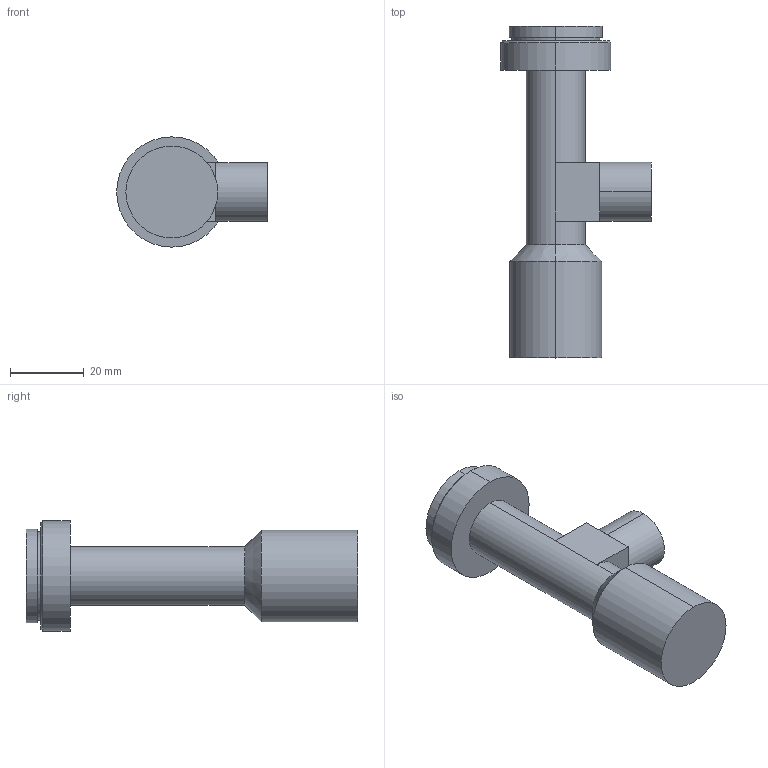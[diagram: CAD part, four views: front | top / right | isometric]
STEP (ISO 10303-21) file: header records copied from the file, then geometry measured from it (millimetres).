
FILE_DESCRIPTION (( 'STEP AP203' ), '1' );
FILE_NAME ('MT2.5-65C-HR.STEP', '2017-03-03T01:24:22', ( '' ), ( '' ), 'SwSTEP 2.0', 'SolidWorks 2015', '' );
FILE_SCHEMA (( 'CONFIG_CONTROL_DESIGN' ));
Length unit declared in the file: millimetre
Products named in the file (1): MT2.5-65C-HR
Bounding box: 41 x 90.3 x 30 mm (x, y, z)
Volume: 34357.3 mm3; surface area: 9346.4 mm2
Topology: 1 solids, 1 shells, 37 faces, 74 edges, 44 vertices
Faces by surface type: cylinder 17, plane 16, cone 4
Entity records: 1035 total; most frequent: DIRECTION 188, CARTESIAN_POINT 156, ORIENTED_EDGE 148, AXIS2_PLACEMENT_3D 76, EDGE_CURVE 74, VERTEX_POINT 44, EDGE_LOOP 42, CIRCLE 38
